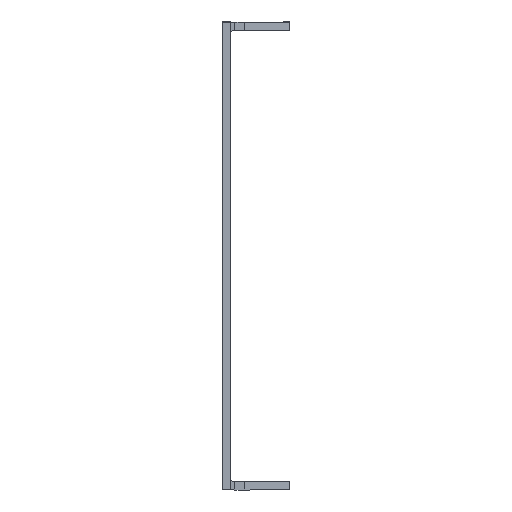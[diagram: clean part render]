
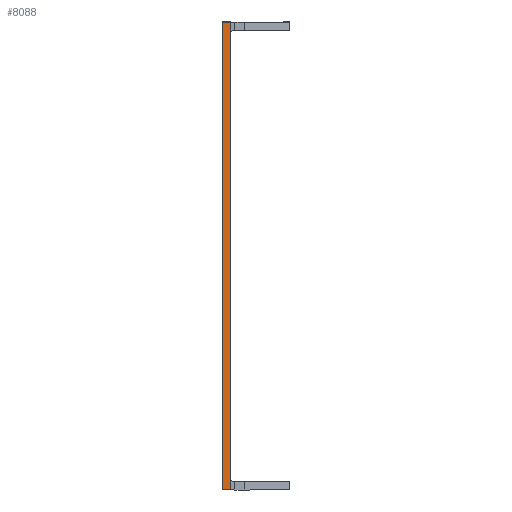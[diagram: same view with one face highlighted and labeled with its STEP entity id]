
A CAD part, left-side view. The second image highlights one B-rep face of the part: STEP entity #8088.
In plain terms, the highlighted planar face has unit normal (-1, 0, 0).
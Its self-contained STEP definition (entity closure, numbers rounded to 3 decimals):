
#887 = DIRECTION ( 'NONE',  ( 0., 1., 0. ) ) ;
#5074 = ORIENTED_EDGE ( 'NONE', *, *, #28151, .F. ) ;
#5890 = VECTOR ( 'NONE', #41114, 39.37 ) ;
#6006 = PLANE ( 'NONE',  #11373 ) ;
#6019 = CARTESIAN_POINT ( 'NONE',  ( -9.5, 0.06, -1.74 ) ) ;
#6614 = VERTEX_POINT ( 'NONE', #18554 ) ;
#7853 = CARTESIAN_POINT ( 'NONE',  ( -9.5, -38.632, 1.74 ) ) ;
#8088 = ADVANCED_FACE ( 'NONE', ( #13761 ), #6006, .T. ) ;
#8725 = CARTESIAN_POINT ( 'NONE',  ( -9.5, 0.06, 1.74 ) ) ;
#8984 = EDGE_CURVE ( 'NONE', #6614, #26039, #22435, .T. ) ;
#9759 = DIRECTION ( 'NONE',  ( -1., 0., 0. ) ) ;
#10077 = LINE ( 'NONE', #12086, #32240 ) ;
#11289 = CARTESIAN_POINT ( 'NONE',  ( -9.5, 0., 1.74 ) ) ;
#11373 = AXIS2_PLACEMENT_3D ( 'NONE', #28348, #9759, #35830 ) ;
#12086 = CARTESIAN_POINT ( 'NONE',  ( -9.5, -38.632, -1.74 ) ) ;
#12526 = VECTOR ( 'NONE', #15346, 39.37 ) ;
#12979 = ORIENTED_EDGE ( 'NONE', *, *, #36891, .F. ) ;
#13761 = FACE_OUTER_BOUND ( 'NONE', #19301, .T. ) ;
#15346 = DIRECTION ( 'NONE',  ( 0., 1., 0. ) ) ;
#16994 = LINE ( 'NONE', #11289, #5890 ) ;
#18554 = CARTESIAN_POINT ( 'NONE',  ( -9.5, 0., 1.74 ) ) ;
#19301 = EDGE_LOOP ( 'NONE', ( #12979, #5074, #29414, #37105 ) ) ;
#19801 = CARTESIAN_POINT ( 'NONE',  ( -9.5, 0.06, 1.74 ) ) ;
#21356 = VERTEX_POINT ( 'NONE', #47091 ) ;
#22435 = LINE ( 'NONE', #7853, #12526 ) ;
#22943 = LINE ( 'NONE', #19801, #41578 ) ;
#26039 = VERTEX_POINT ( 'NONE', #8725 ) ;
#28151 = EDGE_CURVE ( 'NONE', #21356, #40592, #10077, .T. ) ;
#28348 = CARTESIAN_POINT ( 'NONE',  ( -9.5, -38.632, 1.74 ) ) ;
#29414 = ORIENTED_EDGE ( 'NONE', *, *, #29573, .T. ) ;
#29573 = EDGE_CURVE ( 'NONE', #21356, #6614, #16994, .T. ) ;
#31058 = DIRECTION ( 'NONE',  ( 0., 0., 1. ) ) ;
#32240 = VECTOR ( 'NONE', #887, 39.37 ) ;
#35830 = DIRECTION ( 'NONE',  ( 0., 0., 1. ) ) ;
#36891 = EDGE_CURVE ( 'NONE', #40592, #26039, #22943, .T. ) ;
#37105 = ORIENTED_EDGE ( 'NONE', *, *, #8984, .T. ) ;
#40592 = VERTEX_POINT ( 'NONE', #6019 ) ;
#41114 = DIRECTION ( 'NONE',  ( 0., 0., 1. ) ) ;
#41578 = VECTOR ( 'NONE', #31058, 39.37 ) ;
#47091 = CARTESIAN_POINT ( 'NONE',  ( -9.5, 0., -1.74 ) ) ;
